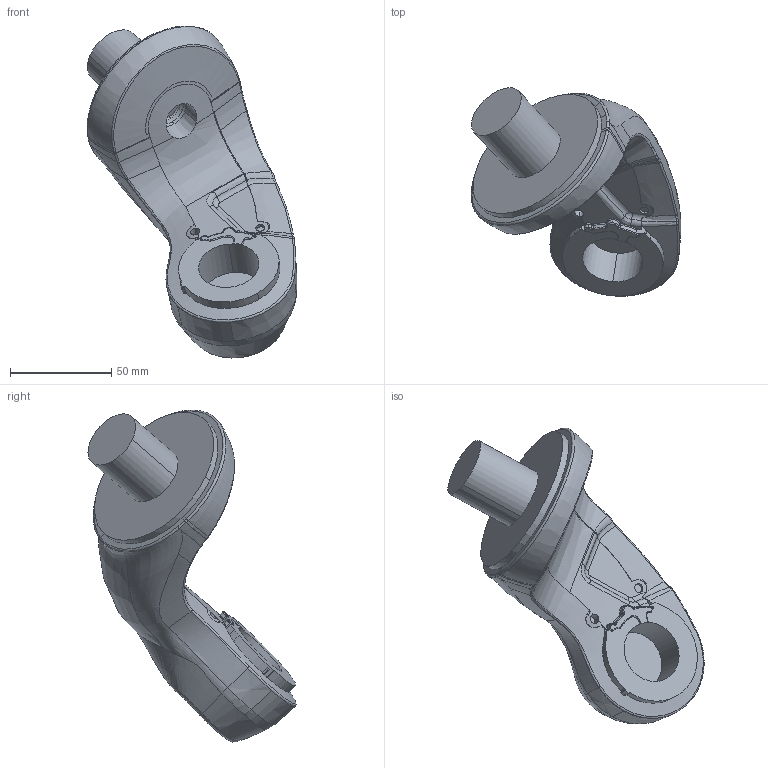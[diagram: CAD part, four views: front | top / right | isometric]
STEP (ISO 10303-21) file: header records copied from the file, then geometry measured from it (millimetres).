
FILE_DESCRIPTION (( 'STEP AP214' ), '1' );
FILE_NAME ('Link5_L3.0.STEP', '2015-02-09T07:41:14', ( 'ABB' ), ( 'ABB' ), 'SwSTEP 2.0', 'SolidWorks 2012', '' );
FILE_SCHEMA (( 'AUTOMOTIVE_DESIGN' ));
Length unit declared in the file: millimetre
Products named in the file (1): Link5_L3.0
Bounding box: 103.53 x 102.73 x 163.86 mm (x, y, z)
Volume: 343418.9 mm3; surface area: 42065.8 mm2
Topology: 1 solids, 1 shells, 279 faces, 749 edges, 470 vertices
Faces by surface type: bspline 164, cone 48, plane 38, cylinder 29
Entity records: 50914 total; most frequent: CARTESIAN_POINT 42470, ORIENTED_EDGE 1484, EDGE_CURVE 742, DIRECTION 570, VERTEX_POINT 470, B_SPLINE_CURVE_WITH_KNOTS 456, EDGE_LOOP 284, UNCERTAINTY_MEASURE_WITH_UNIT 282
